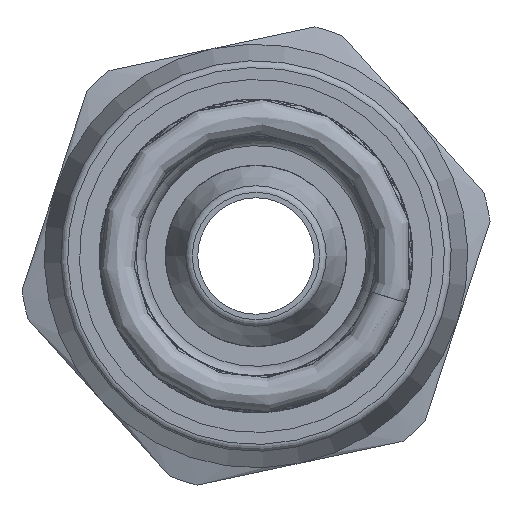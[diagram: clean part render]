
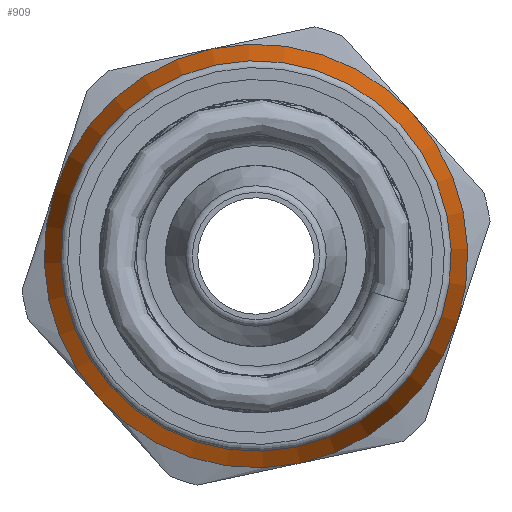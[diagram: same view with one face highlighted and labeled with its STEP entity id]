
A CAD part, left-side view. The second image highlights one B-rep face of the part: STEP entity #909.
In plain terms, the highlighted conical face has half-angle 15 degrees and reference radius 5.745 mm.
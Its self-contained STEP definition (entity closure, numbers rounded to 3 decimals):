
#867=CARTESIAN_POINT('',(17.852,5.531,0.));
#868=VERTEX_POINT('',#867);
#869=CARTESIAN_POINT('',(17.852,0.0,0.));
#870=DIRECTION('',(1.0,0.0,0.0));
#871=DIRECTION('',(0.0,-1.0,0.0));
#872=AXIS2_PLACEMENT_3D('',#869,#870,#871);
#873=CIRCLE('',#872,5.531);
#874=EDGE_CURVE('',#868,#868,#873,.T.);
#890=CARTESIAN_POINT('',(17.05,0.0,0.0));
#891=DIRECTION('',(-1.0,0.0,0.0));
#892=DIRECTION('',(0.0,1.0,0.0));
#893=AXIS2_PLACEMENT_3D('',#890,#891,#892);
#894=CONICAL_SURFACE('',#893,5.745,15.);
#895=CARTESIAN_POINT('',(16.1,6.,0.0));
#896=VERTEX_POINT('',#895);
#897=CARTESIAN_POINT('',(16.1,0.0,0.0));
#898=DIRECTION('',(1.0,0.0,0.0));
#899=DIRECTION('',(0.0,1.0,0.0));
#900=AXIS2_PLACEMENT_3D('',#897,#898,#899);
#901=CIRCLE('',#900,6.);
#902=EDGE_CURVE('',#896,#896,#901,.T.);
#903=ORIENTED_EDGE('',*,*,#902,.T.);
#904=EDGE_LOOP('',(#903));
#905=FACE_OUTER_BOUND('',#904,.T.);
#906=ORIENTED_EDGE('',*,*,#874,.F.);
#907=EDGE_LOOP('',(#906));
#908=FACE_BOUND('',#907,.T.);
#909=ADVANCED_FACE('',(#905,#908),#894,.T.);
